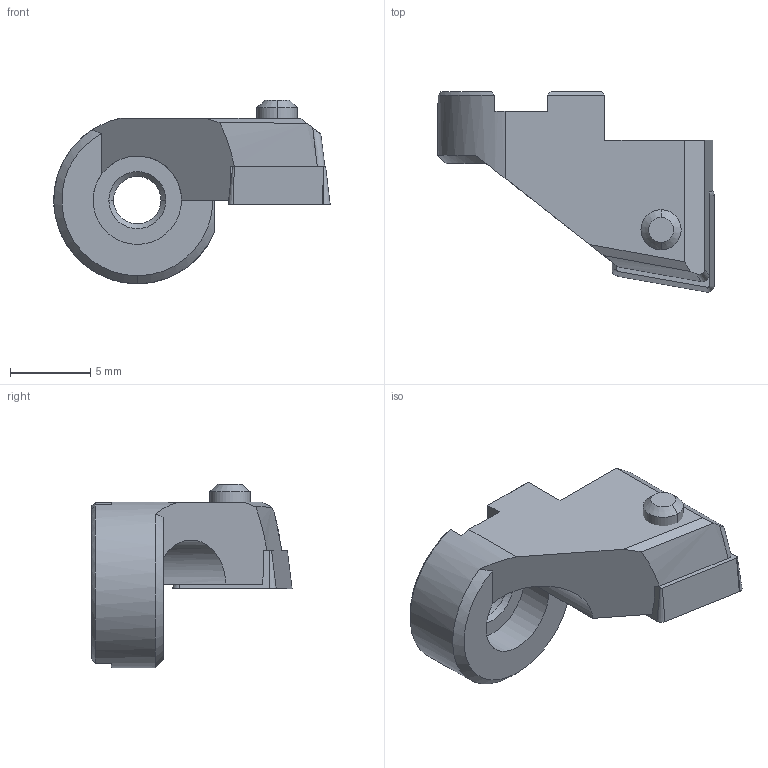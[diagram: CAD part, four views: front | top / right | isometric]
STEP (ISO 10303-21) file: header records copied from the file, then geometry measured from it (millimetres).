
FILE_DESCRIPTION(('no description'),'unknown implementation level');
FILE_NAME('2DB10A0B-C312-402B-8067-022C553F4977_export.stp',' ',('CIMSOURCE GmbH'),('CADClick - KiM GmbH - www.kimweb.de'),'unknown preprocess','ACIS','unknown authorization');
FILE_SCHEMA(('automotive_design'));
Length unit declared in the file: millimetre
Products named in the file (3): 626.323 Kaiser ENH 23 CC06 39-47|654.852 Kaiser CCMT 060204 K20C_Standard;NONE; 626.323 Kaiser ENH 23 CC06 39-47|694.122 Kaiser ETL M2.5x6.5 T7 IP 10S_Standard;NONE; 626.323 Kaiser ENH 23 CC06 39-47|626.323 Kaiser ENH 23 CC06 39-47_Standard;NONE
Bounding box: 17.2 x 12.45 x 11.42 mm (x, y, z)
Volume: 651.3 mm3; surface area: 852.1 mm2
Topology: 3 solids, 3 shells, 106 faces, 265 edges, 166 vertices
Faces by surface type: plane 37, cylinder 34, cone 27, torus 6, bspline 2
Entity records: 6822 total; most frequent: CARTESIAN_POINT 1125, DIRECTION 593, STYLED_ITEM 540, PRESENTATION_STYLE_ASSIGNMENT 540, COLOUR_RGB 540, ORIENTED_EDGE 530, EDGE_CURVE 265, CURVE_STYLE 265
